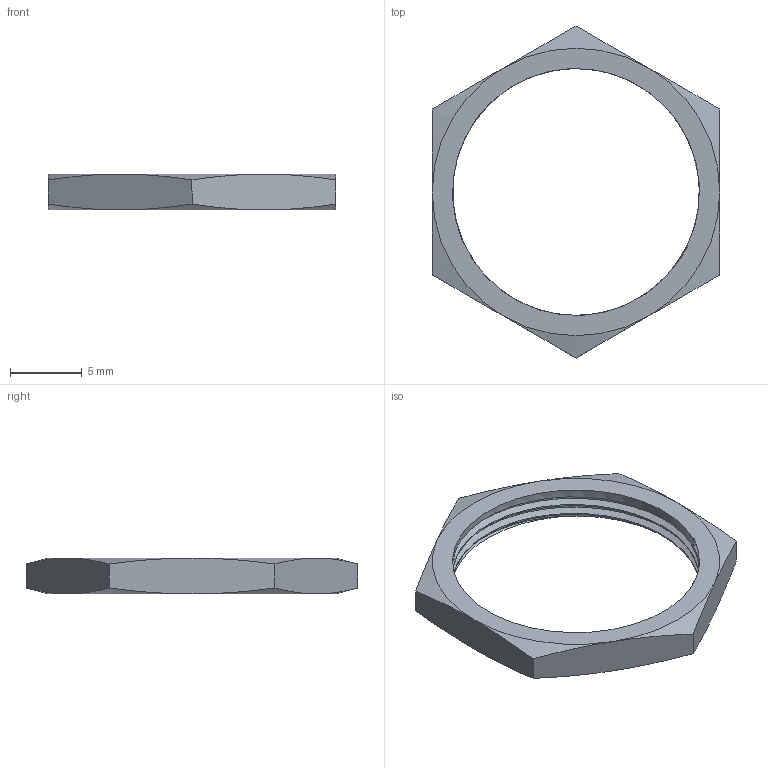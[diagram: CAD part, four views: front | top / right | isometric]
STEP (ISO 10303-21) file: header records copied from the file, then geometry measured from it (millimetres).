
FILE_DESCRIPTION(/* description */ (''),/* implementation_level */ '2;1');
FILE_NAME(/* name */ '01-0146-001.stp',/* time_stamp */ '2016-07-26T06:15:16+02:00',/* author */ (''),/* organization */ ('Franz Binder GmbH & Co.'),/* preprocessor_version */ 'ST-DEVELOPER v14',/* originating_system */ 'SIEMENS PLM Software NX 8.0',/* authorisation */ '');
FILE_SCHEMA (('AUTOMOTIVE_DESIGN { 1 0 10303 214 3 1 1 1 }'));
Length unit declared in the file: millimetre
Products named in the file (1): sgro14C43C10wm8g
Bounding box: 20 x 23.09 x 2.5 mm (x, y, z)
Volume: 250.2 mm3; surface area: 586.4 mm2
Topology: 1 solids, 1 shells, 25 faces, 57 edges, 34 vertices
Faces by surface type: cone 12, plane 9, cylinder 2, bspline 2
Entity records: 1428 total; most frequent: CARTESIAN_POINT 891, ORIENTED_EDGE 114, DIRECTION 87, EDGE_CURVE 57, AXIS2_PLACEMENT_3D 39, VERTEX_POINT 34, B_SPLINE_CURVE_WITH_KNOTS 33, EDGE_LOOP 27
